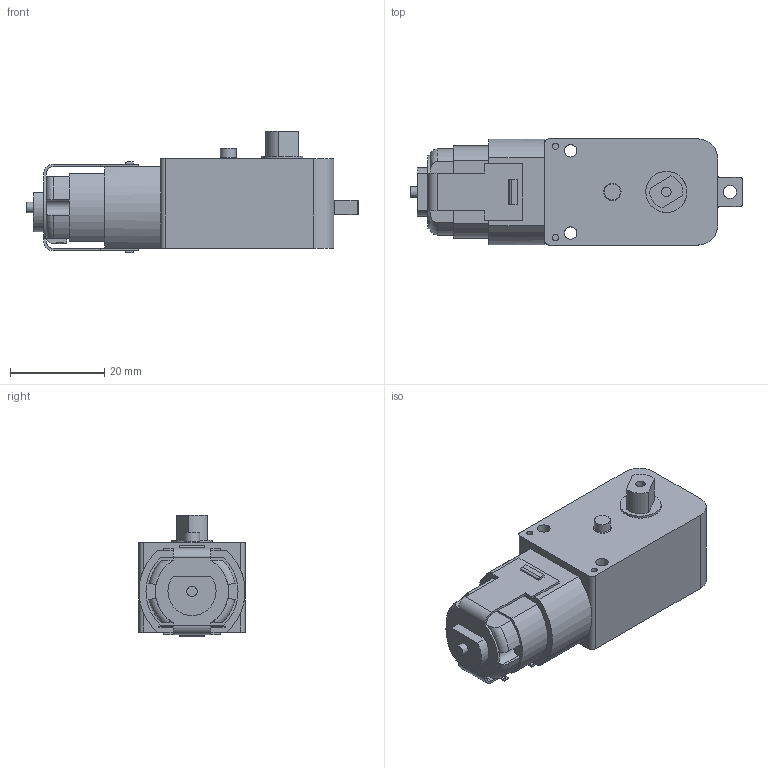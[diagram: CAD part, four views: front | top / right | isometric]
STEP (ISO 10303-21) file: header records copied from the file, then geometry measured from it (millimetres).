
FILE_DESCRIPTION (( 'STEP AP214' ), '1' );
FILE_NAME ('Motoreducteur MT01.STEP', '2024-01-16T12:44:35', ( '' ), ( '' ), 'SwSTEP 2.0', 'SolidWorks 2020', '' );
FILE_SCHEMA (( 'AUTOMOTIVE_DESIGN' ));
Length unit declared in the file: millimetre
Products named in the file (3): Axe MT01; Motoreducteur MT01; Moteur MT01
Assembly tree (2 placements, depth 2):
  Motoreducteur MT01
    Moteur MT01
    Axe MT01
Bounding box: 70.31 x 22.5 x 25.83 mm (x, y, z)
Volume: 23041.2 mm3; surface area: 6965.4 mm2
Topology: 2 solids, 4 shells, 153 faces, 385 edges, 251 vertices
Faces by surface type: plane 102, cylinder 46, torus 4, cone 1
Full cylindrical faces by diameter (mm): 1.3 x4, 2 x1, 2.2 x1, 2.64 x2, 2.76 x1, 3.38 x1, 8.7 x2
Entity records: 5884 total; most frequent: CARTESIAN_POINT 890, DIRECTION 775, ORIENTED_EDGE 742, EDGE_CURVE 371, AXIS2_PLACEMENT_3D 261, LINE 253, VECTOR 253, VERTEX_POINT 250
